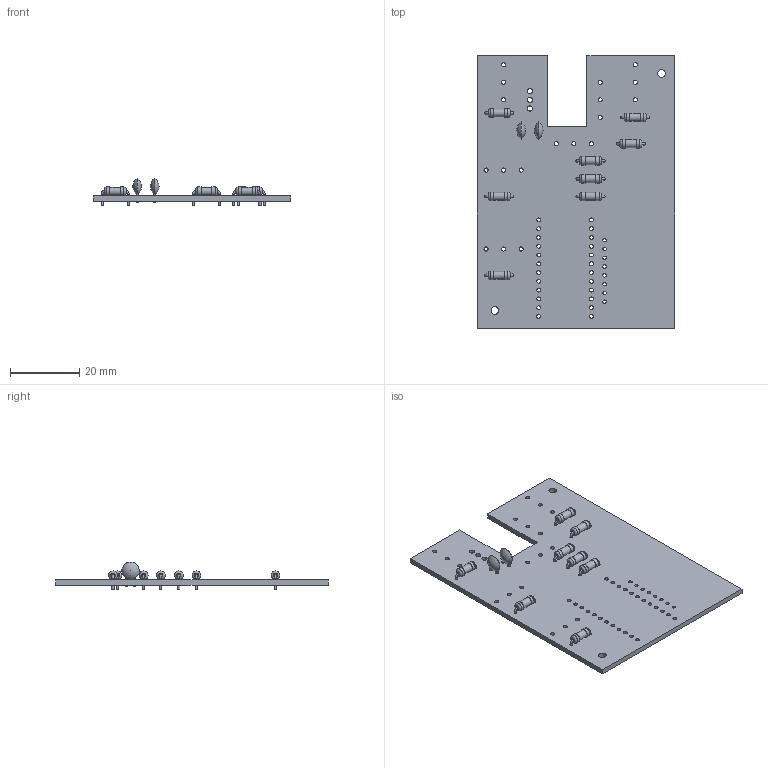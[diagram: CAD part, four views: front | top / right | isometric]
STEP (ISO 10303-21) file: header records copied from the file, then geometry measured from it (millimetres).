
FILE_DESCRIPTION(('KiCad electronic assembly'),'2;1');
FILE_NAME('test_final.step','2026-01-05T16:36:23',('Pcbnew'),('Kicad'), 'Open CASCADE STEP processor 7.8','KiCad to STEP converter','Unknown' );
FILE_SCHEMA(('AUTOMOTIVE_DESIGN { 1 0 10303 214 1 1 1 1 }'));
Length unit declared in the file: millimetre
Products named in the file (4): test_final 1; R_Axial_DIN0207_L6.3mm_D2.5mm_P7.62mm_Horizontal; C_Disc_D5.0mm_W2.5mm_P2.50mm; mouse-micro_PCB
Assembly tree (11 placements, depth 2):
  test_final 1
    R_Axial_DIN0207_L6.3mm_D2.5mm_P7.62mm_Horizontal  x8
    C_Disc_D5.0mm_W2.5mm_P2.50mm  x2
    mouse-micro_PCB
Bounding box: 57.15 x 78.74 x 8.1 mm (x, y, z)
Volume: 6625.1 mm3; surface area: 9929.4 mm2
Topology: 11 solids, 11 shells, 217 faces, 467 edges, 300 vertices
Faces by surface type: cylinder 119, plane 62, torus 32, sphere 4
Full cylindrical faces by diameter (mm): 0.5 x4, 0.6 x16, 0.8 x20, 1 x8, 1.1 x24, 1.2 x18, 1.499 x3, 2.2 x2, 2.25 x8, 2.5 x16
Entity records: 4537 total; most frequent: CARTESIAN_POINT 1128, DIRECTION 688, ORIENTED_EDGE 574, AXIS2_PLACEMENT_3D 291, EDGE_CURVE 287, FACE_BOUND 260, EDGE_LOOP 260, VERTEX_POINT 191
